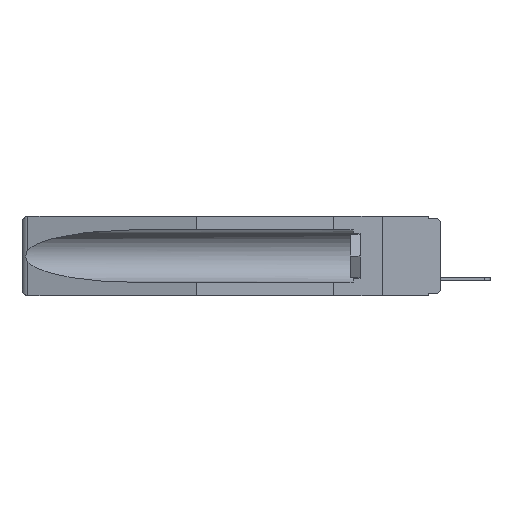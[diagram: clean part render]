
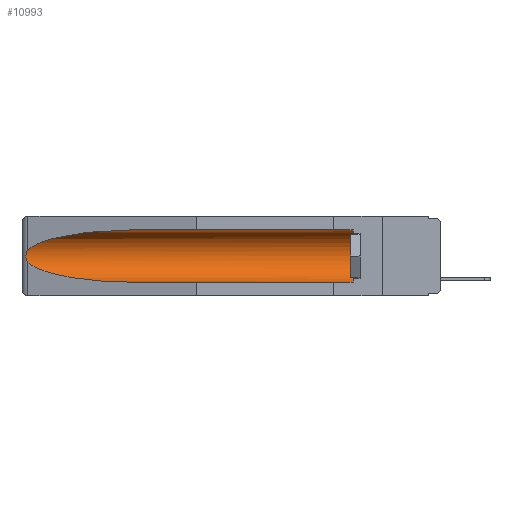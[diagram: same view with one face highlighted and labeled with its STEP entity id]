
A CAD part, left-side view. The second image highlights one B-rep face of the part: STEP entity #10993.
In plain terms, the highlighted cylindrical face has radius 2.857 mm (diameter 5.715 mm), a partial arc.
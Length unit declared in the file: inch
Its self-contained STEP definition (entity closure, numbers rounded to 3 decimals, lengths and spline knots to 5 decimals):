
#162 = EDGE_CURVE ( 'NONE', #20134, #21785, #17674, .T. ) ;
#844 = DIRECTION ( 'NONE',  ( 0., 1., 0. ) ) ;
#1510 = EDGE_CURVE ( 'NONE', #23699, #14683, #10797, .T. ) ;
#2622 = CARTESIAN_POINT ( 'NONE',  ( 0.155, -0.30754, -0.284 ) ) ;
#2770 = EDGE_CURVE ( 'NONE', #20041, #20134, #7259, .T. ) ;
#3394 =( BOUNDED_CURVE ( )  B_SPLINE_CURVE ( 3, ( #5467, #7318, #12936, #20143 ),
 .UNSPECIFIED., .F., .F. ) 
 B_SPLINE_CURVE_WITH_KNOTS ( ( 4, 4 ),
 ( 0.1948, 1.5708 ),
 .UNSPECIFIED. ) 
 CURVE ( )  GEOMETRIC_REPRESENTATION_ITEM ( )  RATIONAL_B_SPLINE_CURVE ( ( 1., 0.848, 0.848, 1. ) ) 
 REPRESENTATION_ITEM ( '' )  );
#3583 = CARTESIAN_POINT ( 'NONE',  ( 0.155, 1.07973, -0.059 ) ) ;
#3983 = DIRECTION ( 'NONE',  ( 0., 1., 0. ) ) ;
#4862 = B_SPLINE_CURVE_WITH_KNOTS ( 'NONE', 3,
 ( #20301, #20140, #14776, #12774, #7155, #9145, #20221, #5306, #12860, #19984 ),
 .UNSPECIFIED., .F., .F.,
 ( 4, 2, 2, 2, 4 ),
 ( 0., 0.00029, 0.00058, 0.00087, 0.00117 ),
 .UNSPECIFIED. ) ;
#4949 = AXIS2_PLACEMENT_3D ( 'NONE', #11201, #9329, #11685 ) ;
#5306 = CARTESIAN_POINT ( 'NONE',  ( 0.26655, 1.53094, -0.18657 ) ) ;
#5467 = CARTESIAN_POINT ( 'NONE',  ( 0.26537, 1.52718, -0.19328 ) ) ;
#5509 = CIRCLE ( 'NONE', #4949, 0.1125 ) ;
#6344 = AXIS2_PLACEMENT_3D ( 'NONE', #16911, #3983, #20494 ) ;
#6405 = CARTESIAN_POINT ( 'NONE',  ( 0.155, 1.07973, -0.059 ) ) ;
#6573 = CARTESIAN_POINT ( 'NONE',  ( 0.155, 0.126, -0.059 ) ) ;
#6722 = ORIENTED_EDGE ( 'NONE', *, *, #1510, .F. ) ;
#7091 = EDGE_CURVE ( 'NONE', #14360, #14683, #3394, .T. ) ;
#7155 = CARTESIAN_POINT ( 'NONE',  ( 0.2675, 1.53308, -0.16763 ) ) ;
#7259 = LINE ( 'NONE', #23543, #21742 ) ;
#7318 = CARTESIAN_POINT ( 'NONE',  ( 0.25451, 1.48313, -0.24835 ) ) ;
#7469 = ORIENTED_EDGE ( 'NONE', *, *, #7091, .T. ) ;
#8981 = ORIENTED_EDGE ( 'NONE', *, *, #9756, .T. ) ;
#9145 = CARTESIAN_POINT ( 'NONE',  ( 0.2675, 1.53308, -0.17534 ) ) ;
#9329 = DIRECTION ( 'NONE',  ( 0., -1., 0. ) ) ;
#9356 = CARTESIAN_POINT ( 'NONE',  ( 0.25451, 1.48313, -0.09465 ) ) ;
#9360 = ORIENTED_EDGE ( 'NONE', *, *, #162, .T. ) ;
#9756 = EDGE_CURVE ( 'NONE', #23699, #20041, #5509, .T. ) ;
#9785 = CYLINDRICAL_SURFACE ( 'NONE', #6344, 0.1125 ) ;
#10797 = LINE ( 'NONE', #2622, #19958 ) ;
#10913 = CARTESIAN_POINT ( 'NONE',  ( 0.26537, 1.52718, -0.14972 ) ) ;
#10993 = ADVANCED_FACE ( 'NONE', ( #14643 ), #9785, .F. ) ;
#11201 = CARTESIAN_POINT ( 'NONE',  ( 0.155, 0.126, -0.1715 ) ) ;
#11685 = DIRECTION ( 'NONE',  ( 0., 0., 1. ) ) ;
#12452 = ORIENTED_EDGE ( 'NONE', *, *, #17223, .T. ) ;
#12774 = CARTESIAN_POINT ( 'NONE',  ( 0.2673, 1.5327, -0.16383 ) ) ;
#12830 = CARTESIAN_POINT ( 'NONE',  ( 0.26537, 1.52718, -0.14972 ) ) ;
#12860 = CARTESIAN_POINT ( 'NONE',  ( 0.26597, 1.5296, -0.19026 ) ) ;
#12936 = CARTESIAN_POINT ( 'NONE',  ( 0.21114, 1.30732, -0.284 ) ) ;
#14360 = VERTEX_POINT ( 'NONE', #19651 ) ;
#14643 = FACE_OUTER_BOUND ( 'NONE', #21614, .T. ) ;
#14683 = VERTEX_POINT ( 'NONE', #20742 ) ;
#14776 = CARTESIAN_POINT ( 'NONE',  ( 0.26654, 1.53092, -0.15636 ) ) ;
#14826 = CARTESIAN_POINT ( 'NONE',  ( 0.21114, 1.30732, -0.059 ) ) ;
#16911 = CARTESIAN_POINT ( 'NONE',  ( 0.155, -0.30754, -0.1715 ) ) ;
#17223 = EDGE_CURVE ( 'NONE', #21785, #14360, #4862, .T. ) ;
#17674 =( BOUNDED_CURVE ( )  B_SPLINE_CURVE ( 3, ( #3583, #14826, #9356, #12830 ),
 .UNSPECIFIED., .F., .F. ) 
 B_SPLINE_CURVE_WITH_KNOTS ( ( 4, 4 ),
 ( 4.71239, 6.08839 ),
 .UNSPECIFIED. ) 
 CURVE ( )  GEOMETRIC_REPRESENTATION_ITEM ( )  RATIONAL_B_SPLINE_CURVE ( ( 1., 0.848, 0.848, 1. ) ) 
 REPRESENTATION_ITEM ( '' )  );
#19358 = ORIENTED_EDGE ( 'NONE', *, *, #2770, .T. ) ;
#19651 = CARTESIAN_POINT ( 'NONE',  ( 0.26537, 1.52718, -0.19328 ) ) ;
#19958 = VECTOR ( 'NONE', #844, 39.37008 ) ;
#19984 = CARTESIAN_POINT ( 'NONE',  ( 0.26537, 1.52718, -0.19328 ) ) ;
#20041 = VERTEX_POINT ( 'NONE', #6573 ) ;
#20134 = VERTEX_POINT ( 'NONE', #6405 ) ;
#20140 = CARTESIAN_POINT ( 'NONE',  ( 0.26597, 1.52961, -0.15275 ) ) ;
#20143 = CARTESIAN_POINT ( 'NONE',  ( 0.155, 1.07973, -0.284 ) ) ;
#20221 = CARTESIAN_POINT ( 'NONE',  ( 0.2673, 1.53269, -0.17917 ) ) ;
#20301 = CARTESIAN_POINT ( 'NONE',  ( 0.26537, 1.52718, -0.14972 ) ) ;
#20494 = DIRECTION ( 'NONE',  ( 0., 0., 1. ) ) ;
#20742 = CARTESIAN_POINT ( 'NONE',  ( 0.155, 1.07973, -0.284 ) ) ;
#21614 = EDGE_LOOP ( 'NONE', ( #9360, #12452, #7469, #6722, #8981, #19358 ) ) ;
#21742 = VECTOR ( 'NONE', #22118, 39.37008 ) ;
#21785 = VERTEX_POINT ( 'NONE', #10913 ) ;
#22118 = DIRECTION ( 'NONE',  ( 0., 1., 0. ) ) ;
#22744 = CARTESIAN_POINT ( 'NONE',  ( 0.155, 0.126, -0.284 ) ) ;
#23543 = CARTESIAN_POINT ( 'NONE',  ( 0.155, -0.30754, -0.059 ) ) ;
#23699 = VERTEX_POINT ( 'NONE', #22744 ) ;
